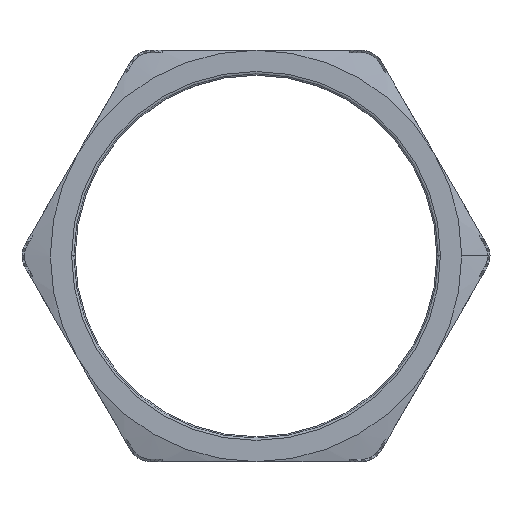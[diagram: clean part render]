
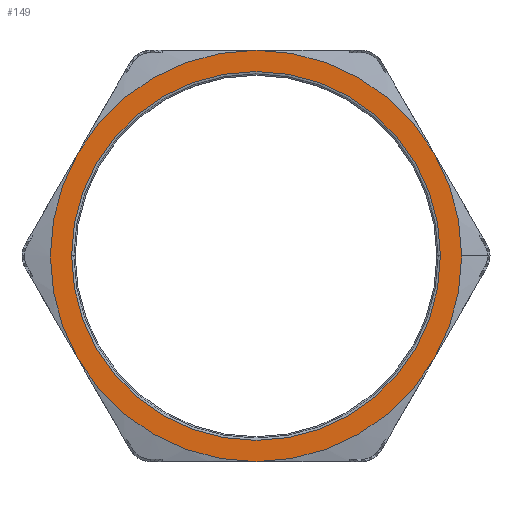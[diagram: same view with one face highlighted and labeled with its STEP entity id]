
A CAD part, top view. The second image highlights one B-rep face of the part: STEP entity #149.
In plain terms, the highlighted planar face has unit normal (0, 0, 1).
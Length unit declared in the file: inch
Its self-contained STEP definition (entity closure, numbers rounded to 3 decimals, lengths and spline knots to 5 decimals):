
#146 = ORIENTED_EDGE ( 'NONE', *, *, #5960, .T. ) ;
#147 = EDGE_LOOP ( 'NONE', ( #148, #146 ) ) ;
#148 = ORIENTED_EDGE ( 'NONE', *, *, #1015, .T. ) ;
#149 = ADVANCED_FACE ( 'NONE', ( #1762, #1811 ), #1810, .F. ) ;
#210 = VERTEX_POINT ( 'NONE', #1914 ) ;
#1015 = EDGE_CURVE ( 'NONE', #1016, #1053, #3155, .T. ) ;
#1016 = VERTEX_POINT ( 'NONE', #3212 ) ;
#1053 = VERTEX_POINT ( 'NONE', #3268 ) ;
#1221 = EDGE_CURVE ( 'NONE', #1222, #1223, #3602, .T. ) ;
#1222 = VERTEX_POINT ( 'NONE', #3598 ) ;
#1223 = VERTEX_POINT ( 'NONE', #3597 ) ;
#1333 = VERTEX_POINT ( 'NONE', #3797 ) ;
#1365 = VERTEX_POINT ( 'NONE', #3884 ) ;
#1472 = VERTEX_POINT ( 'NONE', #4067 ) ;
#1528 = VERTEX_POINT ( 'NONE', #4186 ) ;
#1762 = FACE_BOUND ( 'NONE', #147, .T. ) ;
#1806 = DIRECTION ( 'NONE',  ( -1., 0., 0. ) ) ;
#1807 = DIRECTION ( 'NONE',  ( 0., 0., -1. ) ) ;
#1808 = CARTESIAN_POINT ( 'NONE',  ( 0., 0.91, 0.12 ) ) ;
#1809 = AXIS2_PLACEMENT_3D ( 'NONE', #1808, #1807, #1806 ) ;
#1810 = PLANE ( 'NONE',  #1809 ) ;
#1811 = FACE_OUTER_BOUND ( 'NONE', #5971, .T. ) ;
#1914 = CARTESIAN_POINT ( 'NONE',  ( 0., 0.455, 0.12 ) ) ;
#3152 = DIRECTION ( 'NONE',  ( 0., 0., -1. ) ) ;
#3153 = CARTESIAN_POINT ( 'NONE',  ( 0., 0., 0.12 ) ) ;
#3154 = AXIS2_PLACEMENT_3D ( 'NONE', #3153, #3152, #3213 ) ;
#3155 = CIRCLE ( 'NONE', #3154, 0.408 ) ;
#3212 = CARTESIAN_POINT ( 'NONE',  ( -0.408, 0., 0.12 ) ) ;
#3213 = DIRECTION ( 'NONE',  ( -1., 0., 0. ) ) ;
#3268 = CARTESIAN_POINT ( 'NONE',  ( 0.408, 0., 0.12 ) ) ;
#3597 = CARTESIAN_POINT ( 'NONE',  ( 0.455, 0., 0.12 ) ) ;
#3598 = CARTESIAN_POINT ( 'NONE',  ( 0.39404, 0.2275, 0.12 ) ) ;
#3599 = DIRECTION ( 'NONE',  ( -1., 0., 0. ) ) ;
#3600 = DIRECTION ( 'NONE',  ( 0., 0., -1. ) ) ;
#3601 = AXIS2_PLACEMENT_3D ( 'NONE', #3608, #3600, #3599 ) ;
#3602 = CIRCLE ( 'NONE', #3601, 0.455 ) ;
#3608 = CARTESIAN_POINT ( 'NONE',  ( 0., 0., 0.12 ) ) ;
#3797 = CARTESIAN_POINT ( 'NONE',  ( -0.39404, -0.2275, 0.12 ) ) ;
#3884 = CARTESIAN_POINT ( 'NONE',  ( -0.39404, 0.2275, 0.12 ) ) ;
#4067 = CARTESIAN_POINT ( 'NONE',  ( 0., -0.455, 0.12 ) ) ;
#4186 = CARTESIAN_POINT ( 'NONE',  ( 0.39404, -0.2275, 0.12 ) ) ;
#4599 = DIRECTION ( 'NONE',  ( -1., 0., 0. ) ) ;
#4600 = DIRECTION ( 'NONE',  ( 0., 0., -1. ) ) ;
#4601 = CARTESIAN_POINT ( 'NONE',  ( 0., 0., 0.12 ) ) ;
#4602 = AXIS2_PLACEMENT_3D ( 'NONE', #4601, #4600, #4599 ) ;
#4607 = CIRCLE ( 'NONE', #4602, 0.455 ) ;
#4626 = DIRECTION ( 'NONE',  ( -1., 0., 0. ) ) ;
#4627 = DIRECTION ( 'NONE',  ( 0., 0., -1. ) ) ;
#4628 = AXIS2_PLACEMENT_3D ( 'NONE', #4635, #4627, #4626 ) ;
#4629 = CIRCLE ( 'NONE', #4628, 0.455 ) ;
#4635 = CARTESIAN_POINT ( 'NONE',  ( 0., 0., 0.12 ) ) ;
#4694 = DIRECTION ( 'NONE',  ( -1., 0., 0. ) ) ;
#4695 = DIRECTION ( 'NONE',  ( 0., 0., -1. ) ) ;
#4696 = CARTESIAN_POINT ( 'NONE',  ( 0., 0., 0.12 ) ) ;
#4697 = AXIS2_PLACEMENT_3D ( 'NONE', #4696, #4695, #4694 ) ;
#4698 = CIRCLE ( 'NONE', #4697, 0.455 ) ;
#4699 = DIRECTION ( 'NONE',  ( -1., 0., 0. ) ) ;
#4700 = DIRECTION ( 'NONE',  ( 0., 0., -1. ) ) ;
#4701 = CARTESIAN_POINT ( 'NONE',  ( 0., 0., 0.12 ) ) ;
#4702 = AXIS2_PLACEMENT_3D ( 'NONE', #4701, #4700, #4699 ) ;
#4703 = CIRCLE ( 'NONE', #4702, 0.455 ) ;
#4704 = DIRECTION ( 'NONE',  ( -1., 0., 0. ) ) ;
#4705 = DIRECTION ( 'NONE',  ( 0., 0., -1. ) ) ;
#4706 = CARTESIAN_POINT ( 'NONE',  ( 0., 0., 0.12 ) ) ;
#4707 = AXIS2_PLACEMENT_3D ( 'NONE', #4706, #4705, #4704 ) ;
#4708 = CIRCLE ( 'NONE', #4707, 0.408 ) ;
#4709 = DIRECTION ( 'NONE',  ( -1., 0., 0. ) ) ;
#4710 = DIRECTION ( 'NONE',  ( 0., 0., -1. ) ) ;
#4711 = CARTESIAN_POINT ( 'NONE',  ( 0., 0., 0.12 ) ) ;
#4712 = AXIS2_PLACEMENT_3D ( 'NONE', #4711, #4710, #4709 ) ;
#4713 = CIRCLE ( 'NONE', #4712, 0.455 ) ;
#4737 = DIRECTION ( 'NONE',  ( 1., 0., 0. ) ) ;
#4738 = DIRECTION ( 'NONE',  ( 0., 0., 1. ) ) ;
#4739 = CARTESIAN_POINT ( 'NONE',  ( 0., 0., 0.12 ) ) ;
#4740 = AXIS2_PLACEMENT_3D ( 'NONE', #4739, #4738, #4737 ) ;
#4741 = CIRCLE ( 'NONE', #4740, 0.455 ) ;
#5918 = EDGE_CURVE ( 'NONE', #1223, #1528, #4607, .T. ) ;
#5930 = ORIENTED_EDGE ( 'NONE', *, *, #5918, .F. ) ;
#5936 = EDGE_CURVE ( 'NONE', #1528, #1472, #4629, .T. ) ;
#5948 = ORIENTED_EDGE ( 'NONE', *, *, #5936, .F. ) ;
#5953 = ORIENTED_EDGE ( 'NONE', *, *, #5958, .F. ) ;
#5958 = EDGE_CURVE ( 'NONE', #1472, #1333, #4713, .T. ) ;
#5960 = EDGE_CURVE ( 'NONE', #1053, #1016, #4708, .T. ) ;
#5961 = ORIENTED_EDGE ( 'NONE', *, *, #5968, .F. ) ;
#5963 = ORIENTED_EDGE ( 'NONE', *, *, #5964, .F. ) ;
#5964 = EDGE_CURVE ( 'NONE', #1365, #210, #4703, .T. ) ;
#5968 = EDGE_CURVE ( 'NONE', #1333, #1365, #4698, .T. ) ;
#5971 = EDGE_LOOP ( 'NONE', ( #5963, #5961, #5953, #5948, #5930, #5985, #5983 ) ) ;
#5983 = ORIENTED_EDGE ( 'NONE', *, *, #5986, .T. ) ;
#5985 = ORIENTED_EDGE ( 'NONE', *, *, #1221, .F. ) ;
#5986 = EDGE_CURVE ( 'NONE', #1222, #210, #4741, .T. ) ;
